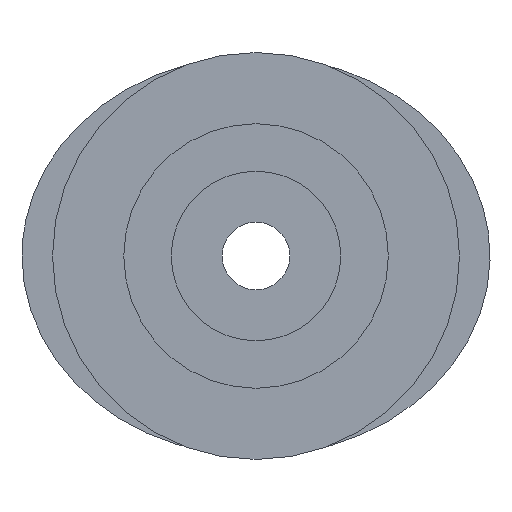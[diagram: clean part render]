
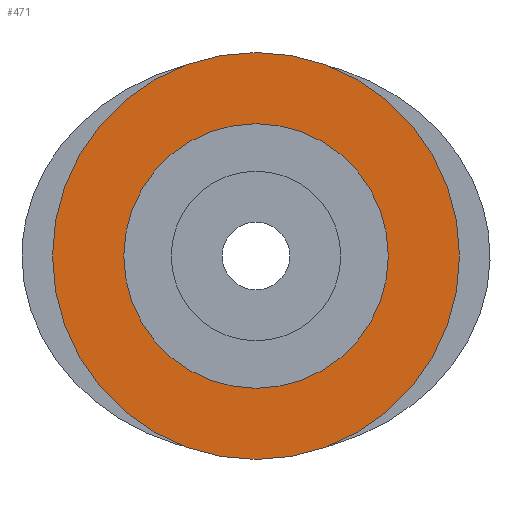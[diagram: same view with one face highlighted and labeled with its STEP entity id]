
A CAD part, front view. The second image highlights one B-rep face of the part: STEP entity #471.
In plain terms, the highlighted planar face has unit normal (0, -1, 0).
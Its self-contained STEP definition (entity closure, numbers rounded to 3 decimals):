
#60=PLANE('',#504);
#80=ORIENTED_EDGE('',*,*,#147,.T.);
#81=ORIENTED_EDGE('',*,*,#145,.F.);
#145=EDGE_CURVE('',#179,#179,#207,.T.);
#147=EDGE_CURVE('',#181,#181,#209,.T.);
#179=VERTEX_POINT('',#640);
#181=VERTEX_POINT('',#646);
#207=CIRCLE('',#501,6.);
#209=CIRCLE('',#505,3.9);
#224=EDGE_LOOP('',(#80));
#225=EDGE_LOOP('',(#81));
#264=FACE_BOUND('',#224,.T.);
#265=FACE_BOUND('',#225,.T.);
#471=ADVANCED_FACE('',(#264,#265),#60,.F.);
#501=AXIS2_PLACEMENT_3D('',#639,#546,#547);
#504=AXIS2_PLACEMENT_3D('',#644,#552,#553);
#505=AXIS2_PLACEMENT_3D('',#645,#554,#555);
#546=DIRECTION('',(0.,1.,0.));
#547=DIRECTION('',(1.,0.,0.));
#552=DIRECTION('',(0.,1.,0.));
#553=DIRECTION('',(0.,0.,1.));
#554=DIRECTION('',(0.,1.,0.));
#555=DIRECTION('',(1.,0.,0.));
#639=CARTESIAN_POINT('',(0.,0.,0.));
#640=CARTESIAN_POINT('',(6.,0.,0.));
#644=CARTESIAN_POINT('',(0.,0.,0.));
#645=CARTESIAN_POINT('',(0.,0.,0.));
#646=CARTESIAN_POINT('',(3.9,0.,0.));
